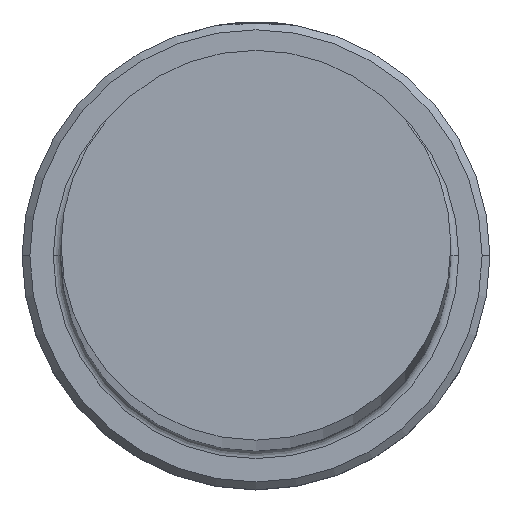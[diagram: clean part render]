
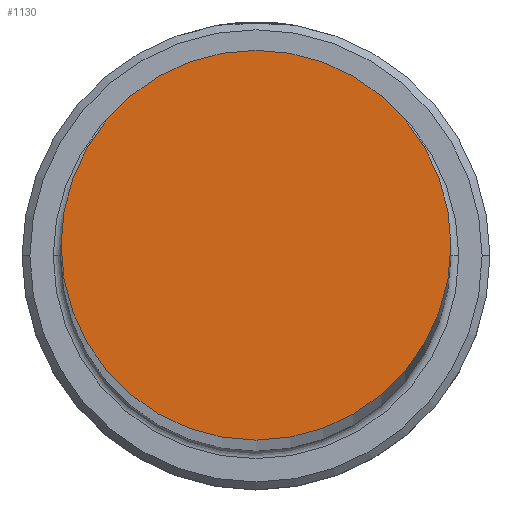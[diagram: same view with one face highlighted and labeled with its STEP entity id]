
A CAD part, top view. The second image highlights one B-rep face of the part: STEP entity #1130.
In plain terms, the highlighted planar face has unit normal (0, 0, 1).
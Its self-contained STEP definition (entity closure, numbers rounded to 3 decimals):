
#63 = CIRCLE ( 'NONE', #992, 12.5 ) ;
#228 = PLANE ( 'NONE',  #1049 ) ;
#274 = CARTESIAN_POINT ( 'NONE',  ( 0., 0., 400. ) ) ;
#316 = DIRECTION ( 'NONE',  ( 0., 0., 1. ) ) ;
#358 = CARTESIAN_POINT ( 'NONE',  ( 0., 0., 400. ) ) ;
#371 = DIRECTION ( 'NONE',  ( 1., 0., 0. ) ) ;
#441 = EDGE_CURVE ( 'NONE', #803, #730, #859, .T. ) ;
#444 = DIRECTION ( 'NONE',  ( 1., 0., 0. ) ) ;
#475 = FACE_OUTER_BOUND ( 'NONE', #765, .T. ) ;
#490 = CARTESIAN_POINT ( 'NONE',  ( 12.5, 0., 400. ) ) ;
#546 = ORIENTED_EDGE ( 'NONE', *, *, #1070, .T. ) ;
#618 = ORIENTED_EDGE ( 'NONE', *, *, #441, .T. ) ;
#730 = VERTEX_POINT ( 'NONE', #490 ) ;
#765 = EDGE_LOOP ( 'NONE', ( #618, #546 ) ) ;
#803 = VERTEX_POINT ( 'NONE', #1053 ) ;
#858 = AXIS2_PLACEMENT_3D ( 'NONE', #358, #989, #444 ) ;
#859 = CIRCLE ( 'NONE', #858, 12.5 ) ;
#867 = CARTESIAN_POINT ( 'NONE',  ( 0., 0., 400. ) ) ;
#913 = DIRECTION ( 'NONE',  ( 0., 0., 1. ) ) ;
#952 = DIRECTION ( 'NONE',  ( 1., 0., 0. ) ) ;
#989 = DIRECTION ( 'NONE',  ( 0., 0., 1. ) ) ;
#992 = AXIS2_PLACEMENT_3D ( 'NONE', #274, #913, #371 ) ;
#1049 = AXIS2_PLACEMENT_3D ( 'NONE', #867, #316, #952 ) ;
#1053 = CARTESIAN_POINT ( 'NONE',  ( -12.5, 0., 400. ) ) ;
#1070 = EDGE_CURVE ( 'NONE', #730, #803, #63, .T. ) ;
#1130 = ADVANCED_FACE ( 'NONE', ( #475 ), #228, .T. ) ;
